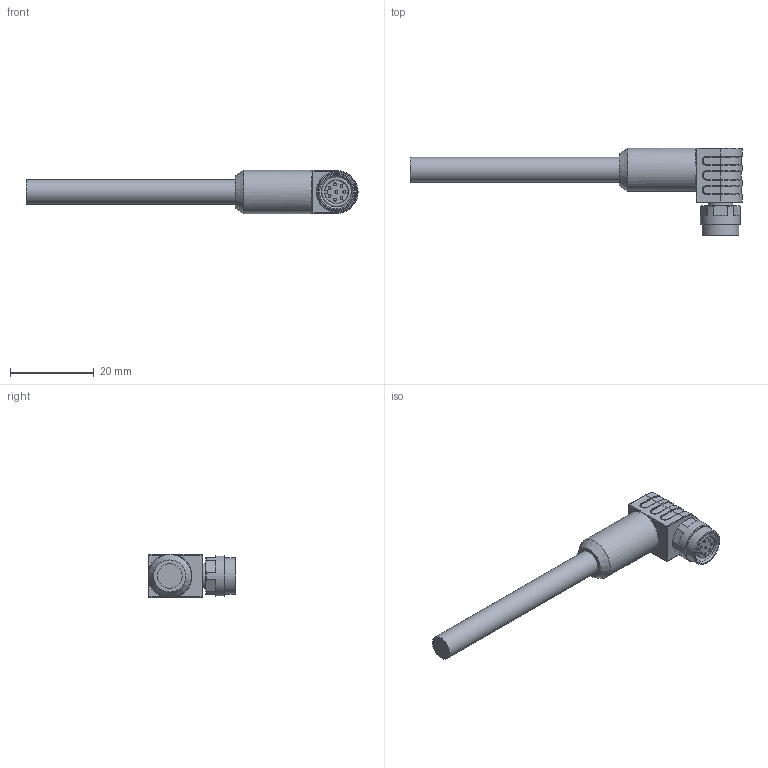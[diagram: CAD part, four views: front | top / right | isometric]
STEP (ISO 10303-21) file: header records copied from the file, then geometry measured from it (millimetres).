
FILE_DESCRIPTION(/* description */ (''),/* implementation_level */ '2;1');
FILE_NAME(/* name */ 'assy1.stp',/* time_stamp */ '2021-08-09T14:14:48+02:00',/* author */ ('ESCHA GmbH & Co. KG'),/* organization */ ('ESCHA GmbH & Co. KG'),/* preprocessor_version */ 'ST-DEVELOPER v16',/* originating_system */ 'SIEMENS PLM Software NX 10.0',/* authorisation */ '');
FILE_SCHEMA (('AUTOMOTIVE_DESIGN { 1 0 10303 214 3 1 1 1 }'));
Length unit declared in the file: millimetre
Products named in the file (1): assy1
Bounding box: 79.3 x 20.9 x 10.3 mm (x, y, z)
Volume: 4545.1 mm3; surface area: 2775.8 mm2
Topology: 1 solids, 2 shells, 238 faces, 548 edges, 318 vertices
Faces by surface type: cylinder 91, plane 65, torus 52, bspline 16, cone 10, sphere 4
Full cylindrical faces by diameter (mm): 0.7 x8, 2 x1, 5.9 x2, 7.2 x1, 8.8 x1, 9.6 x1, 10.3 x1
Entity records: 6700 total; most frequent: CARTESIAN_POINT 1477, DIRECTION 1196, ORIENTED_EDGE 1004, AXIS2_PLACEMENT_3D 512, EDGE_CURVE 502, VERTEX_POINT 307, CIRCLE 289, EDGE_LOOP 271
